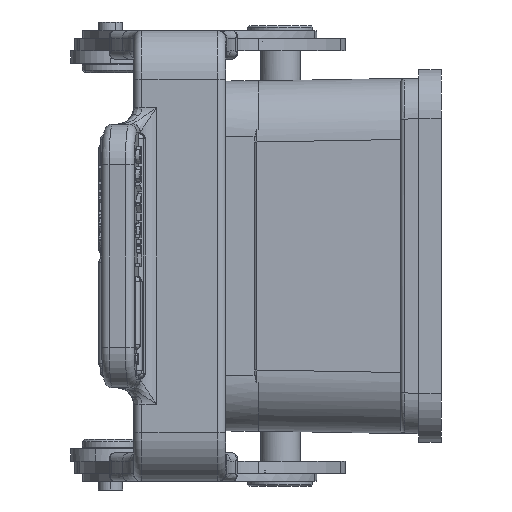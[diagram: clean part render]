
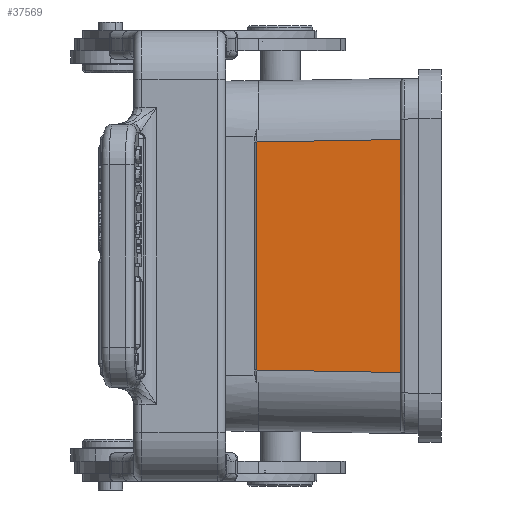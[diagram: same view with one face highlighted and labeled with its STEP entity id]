
A CAD part, left-side view. The second image highlights one B-rep face of the part: STEP entity #37569.
In plain terms, the highlighted planar face has unit normal (-1, 0.018, 0).
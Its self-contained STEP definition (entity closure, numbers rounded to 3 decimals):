
#5487=DIRECTION('',(0.,0.,1.));
#5488=VECTOR('',#5487,28.63);
#5489=CARTESIAN_POINT('',(9.686,4.5,-36.2));
#5490=LINE('',#5489,#5488);
#7111=DIRECTION('',(0.,0.,-1.));
#7112=VECTOR('',#7111,28.013);
#7113=CARTESIAN_POINT('',(9.995,22.205,-7.878));
#7114=LINE('',#7113,#7112);
#7183=CARTESIAN_POINT('',(9.686,4.5,-36.2));
#7215=DIRECTION('',(-0.017,-1.,0.017));
#7216=VECTOR('',#7215,17.711);
#7217=CARTESIAN_POINT('',(9.995,22.205,-7.878));
#7218=LINE('',#7217,#7216);
#7219=DIRECTION('',(0.017,1.,0.017));
#7220=VECTOR('',#7219,17.711);
#7221=CARTESIAN_POINT('',(9.686,4.5,-36.2));
#7222=LINE('',#7221,#7220);
#20104=VERTEX_POINT('',#7183);
#20105=CARTESIAN_POINT('',(9.686,4.5,
-7.569));
#20106=VERTEX_POINT('',#20105);
#20623=CARTESIAN_POINT('',(9.995,22.205,
-7.878));
#20624=VERTEX_POINT('',#20623);
#20626=CARTESIAN_POINT('',(9.995,22.205,
-35.891));
#20627=VERTEX_POINT('',#20626);
#37558=CARTESIAN_POINT('',(9.841,13.353,
-21.885));
#37559=DIRECTION('',(1.,-0.017,0.));
#37560=DIRECTION('',(0.,0.,1.));
#37561=AXIS2_PLACEMENT_3D('',#37558,#37559,#37560);
#37562=PLANE('',#37561);
#37563=ORIENTED_EDGE('',*,*,#37474,.F.);
#37564=ORIENTED_EDGE('',*,*,#37415,.T.);
#37565=ORIENTED_EDGE('',*,*,#35628,.F.);
#37566=ORIENTED_EDGE('',*,*,#37539,.T.);
#37567=EDGE_LOOP('',(#37563,#37564,#37565,#37566));
#37568=FACE_OUTER_BOUND('',#37567,.F.);
#35628=EDGE_CURVE('',#20104,#20106,#5490,.T.);
#37415=EDGE_CURVE('',#20624,#20106,#7218,.T.);
#37474=EDGE_CURVE('',#20624,#20627,#7114,.T.);
#37539=EDGE_CURVE('',#20104,#20627,#7222,.T.);
#37569=ADVANCED_FACE('',(#37568),#37562,.F.);
